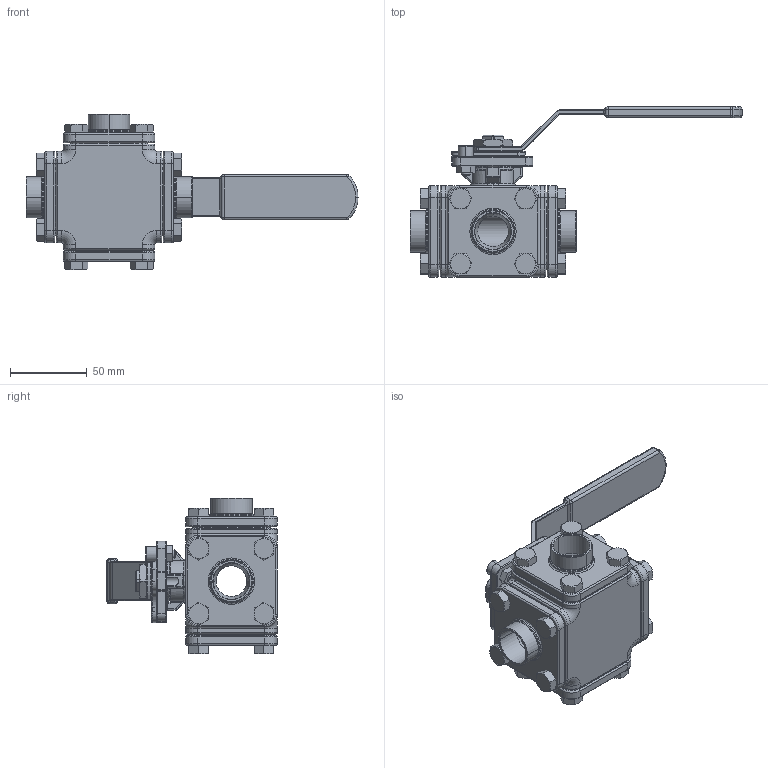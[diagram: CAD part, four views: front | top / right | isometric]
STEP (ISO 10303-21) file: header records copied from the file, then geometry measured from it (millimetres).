
FILE_DESCRIPTION (( 'STEP AP214' ), '1' );
FILE_NAME ('505T-020-3Way.STEP', '2017-10-02T08:59:02', ( '' ), ( '' ), 'SwSTEP 2.0', 'SolidWorks 2012', '' );
FILE_SCHEMA (( 'AUTOMOTIVE_DESIGN' ));
Length unit declared in the file: millimetre
Products named in the file (1): 505T-020-3Way
Bounding box: 216 x 110.76 x 101.3 mm (x, y, z)
Volume: 403273.6 mm3; surface area: 82049.6 mm2
Topology: 1 solids, 1 shells, 1065 faces, 2440 edges, 1403 vertices
Faces by surface type: cone 308, cylinder 294, plane 278, torus 131, bspline 38, sphere 16
Entity records: 32068 total; most frequent: CARTESIAN_POINT 8676, DIRECTION 5003, ORIENTED_EDGE 4864, EDGE_CURVE 2432, AXIS2_PLACEMENT_3D 2096, VERTEX_POINT 1403, EDGE_LOOP 1129, CIRCLE 1068
